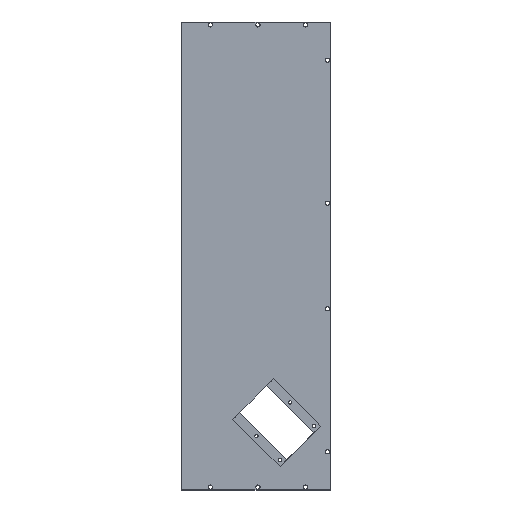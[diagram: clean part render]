
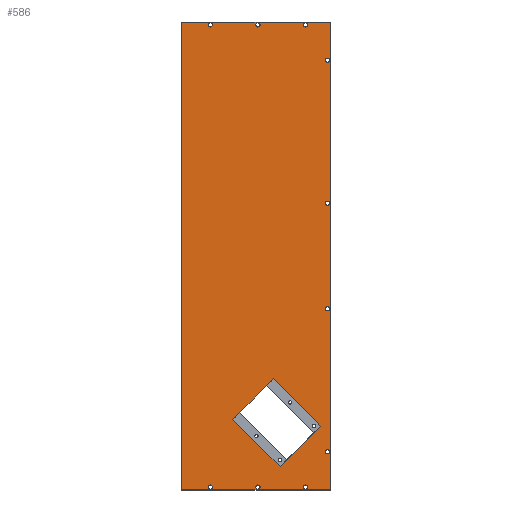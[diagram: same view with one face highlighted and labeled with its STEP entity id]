
A CAD part, top view. The second image highlights one B-rep face of the part: STEP entity #586.
In plain terms, the highlighted planar face has unit normal (0, 0, 1).
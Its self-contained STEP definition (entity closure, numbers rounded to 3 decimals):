
#15=FACE_BOUND('',#101,.T.);
#16=FACE_BOUND('',#102,.T.);
#17=FACE_BOUND('',#103,.T.);
#18=FACE_BOUND('',#104,.T.);
#19=FACE_BOUND('',#105,.T.);
#20=FACE_BOUND('',#106,.T.);
#21=FACE_BOUND('',#107,.T.);
#22=FACE_BOUND('',#108,.T.);
#23=FACE_BOUND('',#109,.T.);
#24=FACE_BOUND('',#110,.T.);
#25=FACE_BOUND('',#111,.T.);
#46=PLANE('',#652);
#72=FACE_OUTER_BOUND('',#100,.T.);
#100=EDGE_LOOP('',(#459,#460,#461,#462));
#101=EDGE_LOOP('',(#463));
#102=EDGE_LOOP('',(#464));
#103=EDGE_LOOP('',(#465));
#104=EDGE_LOOP('',(#466));
#105=EDGE_LOOP('',(#467));
#106=EDGE_LOOP('',(#468));
#107=EDGE_LOOP('',(#469));
#108=EDGE_LOOP('',(#470));
#109=EDGE_LOOP('',(#471));
#110=EDGE_LOOP('',(#472));
#111=EDGE_LOOP('',(#473,#474,#475,#476));
#160=LINE('',#917,#210);
#165=LINE('',#928,#215);
#166=LINE('',#930,#216);
#167=LINE('',#932,#217);
#168=LINE('',#933,#218);
#169=LINE('',#935,#219);
#170=LINE('',#937,#220);
#171=LINE('',#938,#221);
#210=VECTOR('',#762,10.);
#215=VECTOR('',#769,10.);
#216=VECTOR('',#770,10.);
#217=VECTOR('',#771,10.);
#218=VECTOR('',#772,10.);
#219=VECTOR('',#773,10.);
#220=VECTOR('',#774,10.);
#221=VECTOR('',#775,10.);
#249=CIRCLE('',#622,2.25);
#251=CIRCLE('',#625,2.25);
#253=CIRCLE('',#628,2.25);
#255=CIRCLE('',#631,2.25);
#257=CIRCLE('',#634,2.25);
#259=CIRCLE('',#637,2.25);
#261=CIRCLE('',#640,2.25);
#263=CIRCLE('',#643,2.25);
#265=CIRCLE('',#646,2.25);
#267=CIRCLE('',#649,2.25);
#277=VERTEX_POINT('',#849);
#279=VERTEX_POINT('',#855);
#281=VERTEX_POINT('',#861);
#283=VERTEX_POINT('',#867);
#285=VERTEX_POINT('',#873);
#287=VERTEX_POINT('',#879);
#289=VERTEX_POINT('',#885);
#291=VERTEX_POINT('',#891);
#293=VERTEX_POINT('',#897);
#295=VERTEX_POINT('',#903);
#300=VERTEX_POINT('',#914);
#301=VERTEX_POINT('',#916);
#305=VERTEX_POINT('',#926);
#306=VERTEX_POINT('',#927);
#307=VERTEX_POINT('',#929);
#308=VERTEX_POINT('',#931);
#309=VERTEX_POINT('',#934);
#310=VERTEX_POINT('',#936);
#331=EDGE_CURVE('',#277,#277,#249,.T.);
#334=EDGE_CURVE('',#279,#279,#251,.T.);
#337=EDGE_CURVE('',#281,#281,#253,.T.);
#340=EDGE_CURVE('',#283,#283,#255,.T.);
#343=EDGE_CURVE('',#285,#285,#257,.T.);
#346=EDGE_CURVE('',#287,#287,#259,.T.);
#349=EDGE_CURVE('',#289,#289,#261,.T.);
#352=EDGE_CURVE('',#291,#291,#263,.T.);
#355=EDGE_CURVE('',#293,#293,#265,.T.);
#358=EDGE_CURVE('',#295,#295,#267,.T.);
#364=EDGE_CURVE('',#301,#300,#160,.T.);
#369=EDGE_CURVE('',#305,#306,#165,.T.);
#370=EDGE_CURVE('',#307,#306,#166,.T.);
#371=EDGE_CURVE('',#308,#307,#167,.T.);
#372=EDGE_CURVE('',#308,#305,#168,.T.);
#373=EDGE_CURVE('',#309,#301,#169,.T.);
#374=EDGE_CURVE('',#300,#310,#170,.T.);
#375=EDGE_CURVE('',#310,#309,#171,.T.);
#459=ORIENTED_EDGE('',*,*,#369,.T.);
#460=ORIENTED_EDGE('',*,*,#370,.F.);
#461=ORIENTED_EDGE('',*,*,#371,.F.);
#462=ORIENTED_EDGE('',*,*,#372,.T.);
#463=ORIENTED_EDGE('',*,*,#331,.T.);
#464=ORIENTED_EDGE('',*,*,#334,.T.);
#465=ORIENTED_EDGE('',*,*,#337,.T.);
#466=ORIENTED_EDGE('',*,*,#340,.T.);
#467=ORIENTED_EDGE('',*,*,#343,.T.);
#468=ORIENTED_EDGE('',*,*,#346,.T.);
#469=ORIENTED_EDGE('',*,*,#349,.T.);
#470=ORIENTED_EDGE('',*,*,#352,.T.);
#471=ORIENTED_EDGE('',*,*,#355,.T.);
#472=ORIENTED_EDGE('',*,*,#358,.T.);
#473=ORIENTED_EDGE('',*,*,#373,.T.);
#474=ORIENTED_EDGE('',*,*,#364,.T.);
#475=ORIENTED_EDGE('',*,*,#374,.T.);
#476=ORIENTED_EDGE('',*,*,#375,.T.);
#586=ADVANCED_FACE('',(#72,#15,#16,#17,#18,#19,#20,#21,#22,#23,#24,#25),
#46,.T.);
#622=AXIS2_PLACEMENT_3D('',#850,#689,#690);
#625=AXIS2_PLACEMENT_3D('',#856,#696,#697);
#628=AXIS2_PLACEMENT_3D('',#862,#703,#704);
#631=AXIS2_PLACEMENT_3D('',#868,#710,#711);
#634=AXIS2_PLACEMENT_3D('',#874,#717,#718);
#637=AXIS2_PLACEMENT_3D('',#880,#724,#725);
#640=AXIS2_PLACEMENT_3D('',#886,#731,#732);
#643=AXIS2_PLACEMENT_3D('',#892,#738,#739);
#646=AXIS2_PLACEMENT_3D('',#898,#745,#746);
#649=AXIS2_PLACEMENT_3D('',#904,#752,#753);
#652=AXIS2_PLACEMENT_3D('',#925,#767,#768);
#689=DIRECTION('center_axis',(0.,0.,-1.));
#690=DIRECTION('ref_axis',(1.,0.,0.));
#696=DIRECTION('center_axis',(0.,0.,-1.));
#697=DIRECTION('ref_axis',(1.,0.,0.));
#703=DIRECTION('center_axis',(0.,0.,-1.));
#704=DIRECTION('ref_axis',(1.,0.,0.));
#710=DIRECTION('center_axis',(0.,0.,-1.));
#711=DIRECTION('ref_axis',(1.,0.,0.));
#717=DIRECTION('center_axis',(0.,0.,-1.));
#718=DIRECTION('ref_axis',(1.,0.,0.));
#724=DIRECTION('center_axis',(0.,0.,-1.));
#725=DIRECTION('ref_axis',(1.,0.,0.));
#731=DIRECTION('center_axis',(0.,0.,-1.));
#732=DIRECTION('ref_axis',(1.,0.,0.));
#738=DIRECTION('center_axis',(0.,0.,-1.));
#739=DIRECTION('ref_axis',(1.,0.,0.));
#745=DIRECTION('center_axis',(0.,0.,-1.));
#746=DIRECTION('ref_axis',(1.,0.,0.));
#752=DIRECTION('center_axis',(0.,0.,-1.));
#753=DIRECTION('ref_axis',(1.,0.,0.));
#762=DIRECTION('',(0.707,0.707,0.));
#767=DIRECTION('center_axis',(0.,0.,1.));
#768=DIRECTION('ref_axis',(1.,0.,0.));
#769=DIRECTION('',(0.,1.,0.));
#770=DIRECTION('',(1.,0.,0.));
#771=DIRECTION('',(0.,1.,0.));
#772=DIRECTION('',(1.,0.,0.));
#773=DIRECTION('',(-0.707,0.707,0.));
#774=DIRECTION('',(0.707,-0.707,0.));
#775=DIRECTION('',(-0.707,-0.707,0.));
#849=CARTESIAN_POINT('',(-22.25,27.502,142.719));
#850=CARTESIAN_POINT('Origin',(-20.,27.502,142.719));
#855=CARTESIAN_POINT('',(0.75,-159.498,142.719));
#856=CARTESIAN_POINT('Origin',(3.,-159.498,142.719));
#861=CARTESIAN_POINT('',(0.75,-270.,142.719));
#862=CARTESIAN_POINT('Origin',(3.,-270.,142.719));
#867=CARTESIAN_POINT('',(-22.25,-457.,142.719));
#868=CARTESIAN_POINT('Origin',(-20.,-457.,142.719));
#873=CARTESIAN_POINT('',(-122.25,-457.,142.719));
#874=CARTESIAN_POINT('Origin',(-120.,-457.,142.719));
#879=CARTESIAN_POINT('',(-72.25,-457.,142.719));
#880=CARTESIAN_POINT('Origin',(-70.,-457.,142.719));
#885=CARTESIAN_POINT('',(0.75,-420.,142.719));
#886=CARTESIAN_POINT('Origin',(3.,-420.,142.719));
#891=CARTESIAN_POINT('',(-122.25,27.502,142.719));
#892=CARTESIAN_POINT('Origin',(-120.,27.502,142.719));
#897=CARTESIAN_POINT('',(0.75,-9.498,142.719));
#898=CARTESIAN_POINT('Origin',(3.,-9.498,142.719));
#903=CARTESIAN_POINT('',(-72.25,27.502,142.719));
#904=CARTESIAN_POINT('Origin',(-70.,27.502,142.719));
#914=CARTESIAN_POINT('',(-53.88,-343.444,142.719));
#916=CARTESIAN_POINT('',(-96.307,-385.87,142.719));
#917=CARTESIAN_POINT('',(-88.263,-377.826,142.719));
#925=CARTESIAN_POINT('Origin',(0.,-450.,142.719));
#926=CARTESIAN_POINT('',(6.,-460.,142.719));
#927=CARTESIAN_POINT('',(6.,30.502,142.719));
#928=CARTESIAN_POINT('',(6.,-337.5,142.719));
#929=CARTESIAN_POINT('',(-150.,30.502,142.719));
#930=CARTESIAN_POINT('',(0.,30.502,142.719));
#931=CARTESIAN_POINT('',(-150.,-460.,142.719));
#932=CARTESIAN_POINT('',(-150.,10.,142.719));
#933=CARTESIAN_POINT('',(0.,-460.,142.719));
#934=CARTESIAN_POINT('',(-46.809,-435.367,142.719));
#935=CARTESIAN_POINT('',(-52.662,-429.515,142.719));
#936=CARTESIAN_POINT('',(-4.383,-392.941,142.719));
#937=CARTESIAN_POINT('',(-10.236,-387.088,142.719));
#938=CARTESIAN_POINT('',(-17.552,-406.11,142.719));
